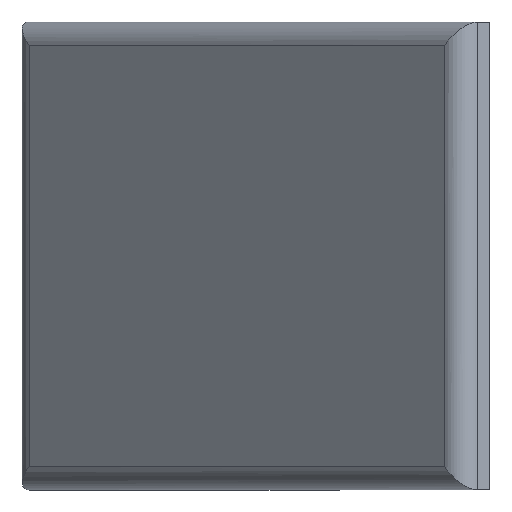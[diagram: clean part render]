
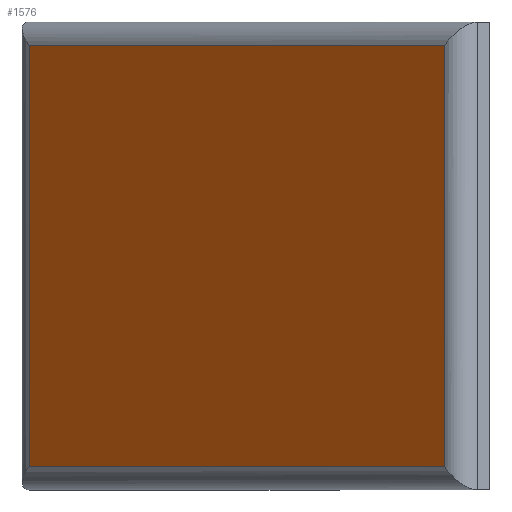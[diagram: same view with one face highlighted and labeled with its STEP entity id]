
A CAD part, left-side view. The second image highlights one B-rep face of the part: STEP entity #1576.
In plain terms, the highlighted face is planar.
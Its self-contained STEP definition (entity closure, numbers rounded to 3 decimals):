
#989=ORIENTED_EDGE('',*,*,#1272,.F.);
#990=ORIENTED_EDGE('',*,*,#1274,.F.);
#991=ORIENTED_EDGE('',*,*,#1276,.T.);
#992=ORIENTED_EDGE('',*,*,#1269,.T.);
#1064=VECTOR('',#1460,1.);
#1065=VECTOR('',#1467,1.);
#1066=VECTOR('',#1472,1.);
#1068=VECTOR('',#1476,1.);
#1140=LINE('',#1727,#1064);
#1141=LINE('',#1732,#1065);
#1142=LINE('',#1736,#1066);
#1144=LINE('',#1739,#1068);
#1193=VERTEX_POINT('',#1724);
#1194=VERTEX_POINT('',#1726);
#1195=VERTEX_POINT('',#1730);
#1196=VERTEX_POINT('',#1734);
#1269=EDGE_CURVE('',#1194,#1193,#1140,.T.);
#1272=EDGE_CURVE('',#1195,#1193,#1141,.T.);
#1274=EDGE_CURVE('',#1196,#1195,#1142,.T.);
#1276=EDGE_CURVE('',#1196,#1194,#1144,.T.);
#1306=EDGE_LOOP('',(#989,#990,#991,#992));
#1336=FACE_BOUND('',#1306,.T.);
#1460=DIRECTION('',(50.2,0.,0.));
#1467=DIRECTION('',(0.,0.,-36.));
#1472=DIRECTION('',(50.2,0.,0.));
#1476=DIRECTION('',(0.,0.,-36.));
#1479=DIRECTION('',(0.,-1.,0.));
#1480=DIRECTION('',(-1.,0.,0.));
#1518=AXIS2_PLACEMENT_3D('',#1741,#1479,#1480);
#1546=PLANE('',#1518);
#1576=ADVANCED_FACE('',(#1336),#1546,.T.);
#1724=CARTESIAN_POINT('',(25.1,-3.5,-18.));
#1726=CARTESIAN_POINT('',(-25.1,-3.5,-18.));
#1727=CARTESIAN_POINT('',(-25.1,-3.5,-18.));
#1730=CARTESIAN_POINT('',(25.1,-3.5,18.));
#1732=CARTESIAN_POINT('',(25.1,-3.5,18.));
#1734=CARTESIAN_POINT('',(-25.1,-3.5,18.));
#1736=CARTESIAN_POINT('',(-25.1,-3.5,18.));
#1739=CARTESIAN_POINT('',(-25.1,-3.5,18.));
#1741=CARTESIAN_POINT('',(-25.1,-3.5,0.));
